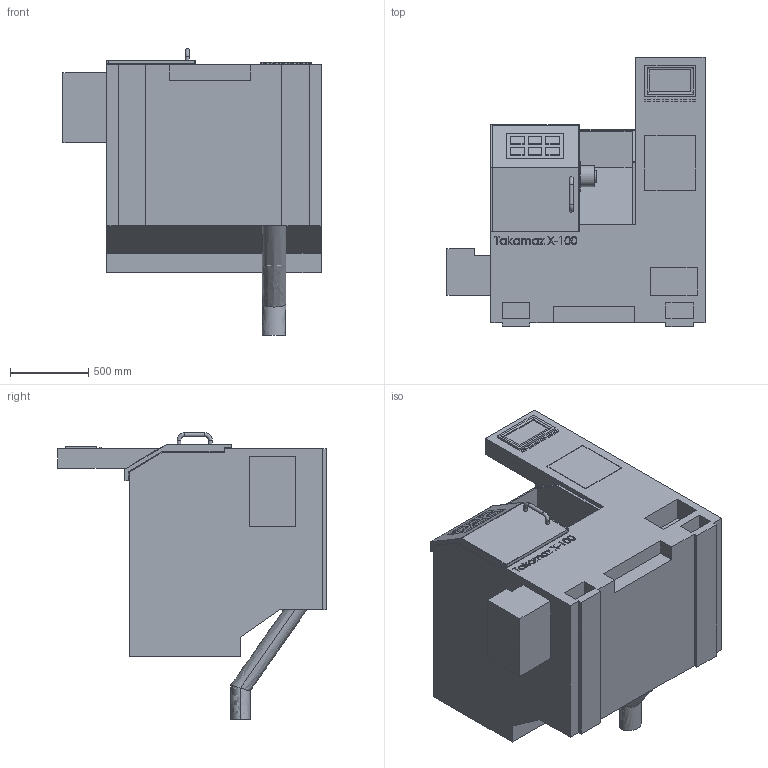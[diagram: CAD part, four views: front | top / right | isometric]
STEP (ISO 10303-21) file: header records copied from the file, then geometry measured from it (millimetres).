
FILE_DESCRIPTION(/* description */ (''),/* implementation_level */ '2;1');
FILE_NAME(/* name */ 'Torno.step',/* time_stamp */ '2022-01-31T12:24:39-05:00',/* author */ (''),/* organization */ (''),/* preprocessor_version */ 'ST-DEVELOPER v18.1',/* originating_system */ 'Autodesk Translation Framework v10.10.0.1391',/* authorisation */ '');
FILE_SCHEMA (('AUTOMOTIVE_DESIGN { 1 0 10303 214 3 1 1 }'));
Length unit declared in the file: millimetre
Products named in the file (1): Torno
Bounding box: 1650 x 1720 x 1832.5 mm (x, y, z)
Volume: 1810525233.2 mm3; surface area: 15134398.7 mm2
Topology: 2 solids, 2 shells, 327 faces, 837 edges, 555 vertices
Faces by surface type: plane 264, bspline 55, cylinder 6, torus 2
Full cylindrical faces by diameter (mm): 25 x3, 75 x1, 135 x1, 190 x1
Entity records: 13912 total; most frequent: CARTESIAN_POINT 6112, ORIENTED_EDGE 1674, DIRECTION 1296, EDGE_CURVE 837, LINE 712, VECTOR 712, VERTEX_POINT 555, EDGE_LOOP 370
